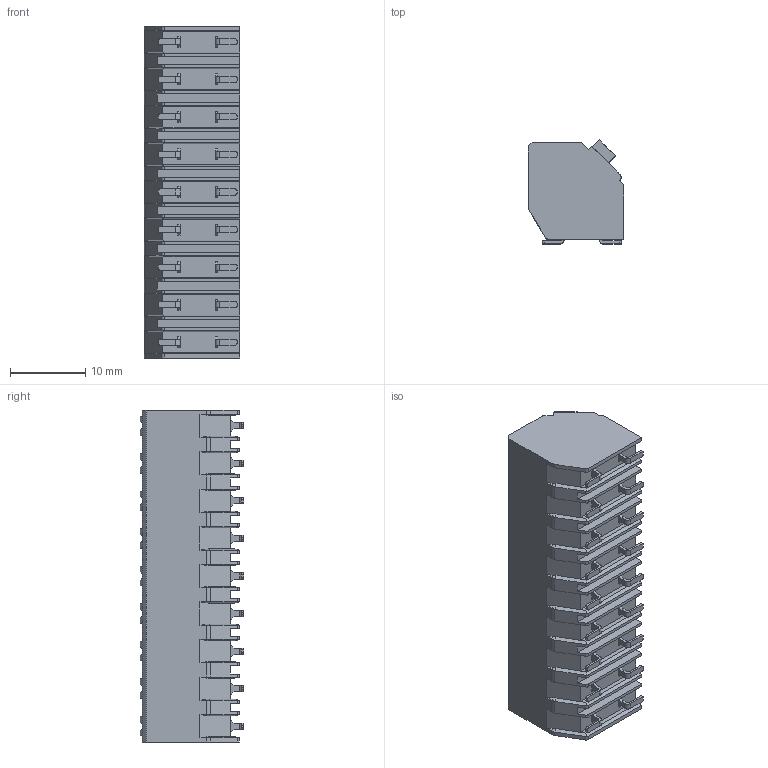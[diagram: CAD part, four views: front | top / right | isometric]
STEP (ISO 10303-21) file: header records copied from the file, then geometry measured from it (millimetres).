
FILE_DESCRIPTION((''),'2;1');
FILE_NAME('TLM-004AS-5_00-XXP-X','2024-09-12T',('sj'),(''),'PRO/ENGINEER BY PARAMETRIC TECHNOLOGY CORPORATION, 2015240','PRO/ENGINEER BY PARAMETRIC TECHNOLOGY CORPORATION, 2015240','');
FILE_SCHEMA(('CONFIG_CONTROL_DESIGN','SHAPE_APPEARANCE_LAYERS_GROUPS'));
Length unit declared in the file: millimetre
Products named in the file (1): TLM-004AS-5_00-XXP-X
Bounding box: 12.7 x 13.82 x 44.2 mm (x, y, z)
Volume: 5788.3 mm3; surface area: 3811.1 mm2
Topology: 1 solids, 1 shells, 858 faces, 2417 edges, 1588 vertices
Faces by surface type: plane 685, cylinder 155, cone 18
Entity records: 27606 total; most frequent: CARTESIAN_POINT 5286, ORIENTED_EDGE 4834, DIRECTION 4353, EDGE_CURVE 2417, VECTOR 1981, LINE 1981, VERTEX_POINT 1588, AXIS2_PLACEMENT_3D 1186
